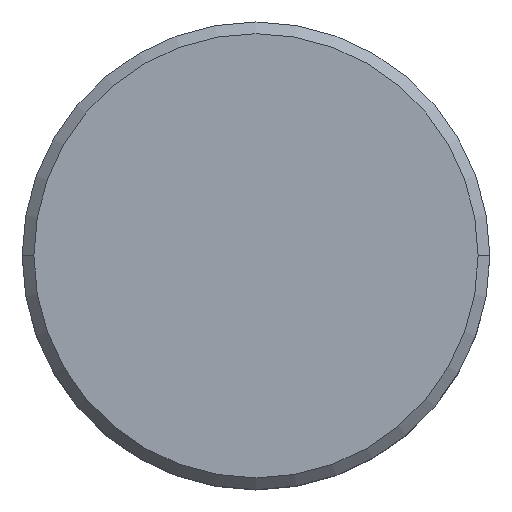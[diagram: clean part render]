
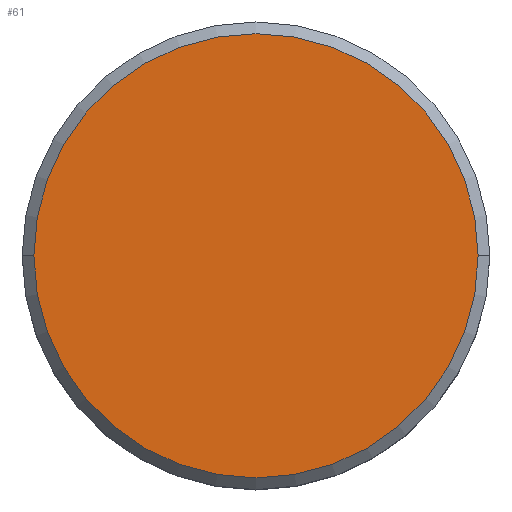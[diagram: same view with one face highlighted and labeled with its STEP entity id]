
A CAD part, top view. The second image highlights one B-rep face of the part: STEP entity #61.
In plain terms, the highlighted planar face has unit normal (0, 0, 1).
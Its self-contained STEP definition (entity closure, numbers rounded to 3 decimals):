
#29 = EDGE_CURVE ( 'NONE', #85, #84, #222, .T. ) ;
#30 = ORIENTED_EDGE ( 'NONE', *, *, #83, .T. ) ;
#54 = ORIENTED_EDGE ( 'NONE', *, *, #29, .T. ) ;
#61 = ADVANCED_FACE ( 'NONE', ( #310 ), #254, .T. ) ;
#62 = EDGE_LOOP ( 'NONE', ( #54, #30 ) ) ;
#83 = EDGE_CURVE ( 'NONE', #84, #85, #456, .T. ) ;
#84 = VERTEX_POINT ( 'NONE', #447 ) ;
#85 = VERTEX_POINT ( 'NONE', #446 ) ;
#212 = CARTESIAN_POINT ( 'NONE',  ( 0., 0., 0. ) ) ;
#219 = DIRECTION ( 'NONE',  ( 1., 0., 0. ) ) ;
#220 = DIRECTION ( 'NONE',  ( 0., 0., 1. ) ) ;
#221 = AXIS2_PLACEMENT_3D ( 'NONE', #212, #220, #219 ) ;
#222 = CIRCLE ( 'NONE', #221, 9.5 ) ;
#249 = DIRECTION ( 'NONE',  ( 1., 0., 0. ) ) ;
#250 = DIRECTION ( 'NONE',  ( 0., 0., 1. ) ) ;
#251 = CARTESIAN_POINT ( 'NONE',  ( 0., 0., 0. ) ) ;
#252 = AXIS2_PLACEMENT_3D ( 'NONE', #251, #250, #249 ) ;
#254 = PLANE ( 'NONE',  #252 ) ;
#310 = FACE_OUTER_BOUND ( 'NONE', #62, .T. ) ;
#446 = CARTESIAN_POINT ( 'NONE',  ( -9.5, 0., 0. ) ) ;
#447 = CARTESIAN_POINT ( 'NONE',  ( 9.5, 0., 0. ) ) ;
#448 = DIRECTION ( 'NONE',  ( 1., 0., 0. ) ) ;
#449 = DIRECTION ( 'NONE',  ( 0., 0., 1. ) ) ;
#450 = CARTESIAN_POINT ( 'NONE',  ( 0., 0., 0. ) ) ;
#451 = AXIS2_PLACEMENT_3D ( 'NONE', #450, #449, #448 ) ;
#456 = CIRCLE ( 'NONE', #451, 9.5 ) ;
